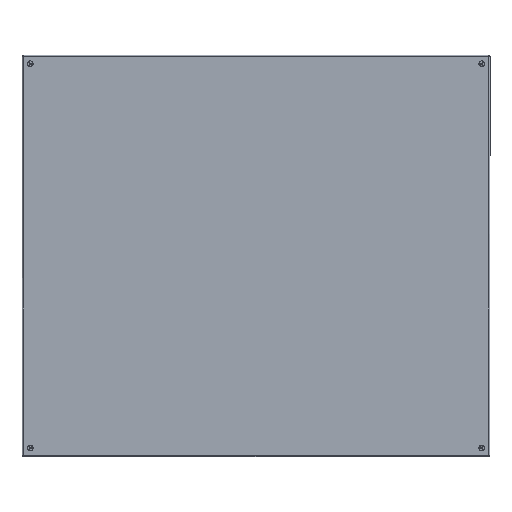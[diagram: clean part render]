
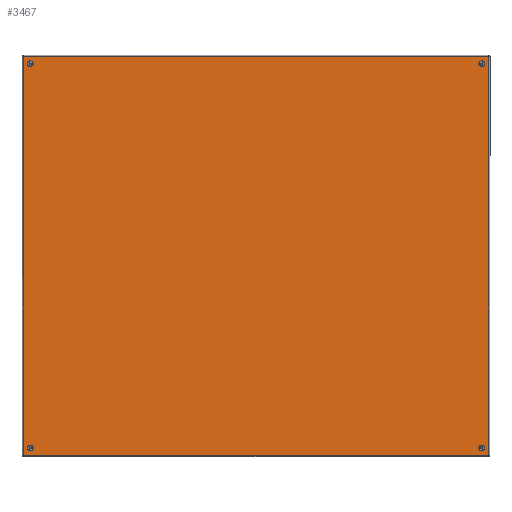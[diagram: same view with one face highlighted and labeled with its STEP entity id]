
A CAD part, top view. The second image highlights one B-rep face of the part: STEP entity #3467.
In plain terms, the highlighted face is planar.
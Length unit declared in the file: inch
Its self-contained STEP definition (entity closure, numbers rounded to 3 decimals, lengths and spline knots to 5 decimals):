
#297 = FACE_OUTER_BOUND ( 'NONE', #13546, .T. ) ;
#1412 = CARTESIAN_POINT ( 'NONE',  ( 0., 41.25, -17. ) ) ;
#2207 = DIRECTION ( 'NONE',  ( 0., 0., 1. ) ) ;
#3467 = ADVANCED_FACE ( 'NONE', ( #53051, #297, #12796, #66808, #39020 ), #46480, .F. ) ;
#4326 = EDGE_LOOP ( 'NONE', ( #22644, #34758 ) ) ;
#5053 = CARTESIAN_POINT ( 'NONE',  ( 0., 0.108, -17.892 ) ) ;
#5708 = CARTESIAN_POINT ( 'NONE',  ( 0., 0.75, 17.25 ) ) ;
#5795 = CARTESIAN_POINT ( 'NONE',  ( 0., 41.25, -17.5 ) ) ;
#6377 = EDGE_LOOP ( 'NONE', ( #85032, #77906 ) ) ;
#8315 = DIRECTION ( 'NONE',  ( 0., 0., 1. ) ) ;
#8455 = DIRECTION ( 'NONE',  ( -1., 0., 0. ) ) ;
#9481 = DIRECTION ( 'NONE',  ( 0., 0., 1. ) ) ;
#9869 = CARTESIAN_POINT ( 'NONE',  ( 0., 41.25, -17.25 ) ) ;
#10183 = ORIENTED_EDGE ( 'NONE', *, *, #35583, .F. ) ;
#10636 = CIRCLE ( 'NONE', #87162, 0.25 ) ;
#12383 = LINE ( 'NONE', #39046, #43548 ) ;
#12796 = FACE_BOUND ( 'NONE', #4326, .T. ) ;
#13546 = EDGE_LOOP ( 'NONE', ( #55555, #81026, #55108, #34137 ) ) ;
#14635 = CIRCLE ( 'NONE', #16072, 0.25 ) ;
#15049 = DIRECTION ( 'NONE',  ( -1., 0., 0. ) ) ;
#15787 = CARTESIAN_POINT ( 'NONE',  ( 0., 41.25, -17.25 ) ) ;
#16072 = AXIS2_PLACEMENT_3D ( 'NONE', #29559, #70213, #9481 ) ;
#16739 = EDGE_CURVE ( 'NONE', #87579, #57615, #43374, .T. ) ;
#16959 = EDGE_CURVE ( 'NONE', #68134, #76580, #37467, .T. ) ;
#16961 = EDGE_CURVE ( 'NONE', #57615, #87579, #60346, .T. ) ;
#19090 = DIRECTION ( 'NONE',  ( 0., 0., -1. ) ) ;
#19331 = VECTOR ( 'NONE', #87062, 39.37008 ) ;
#20572 = ORIENTED_EDGE ( 'NONE', *, *, #16739, .F. ) ;
#21056 = EDGE_CURVE ( 'NONE', #70191, #82442, #12383, .T. ) ;
#21934 = DIRECTION ( 'NONE',  ( -1., 0., 0. ) ) ;
#22644 = ORIENTED_EDGE ( 'NONE', *, *, #28343, .F. ) ;
#25364 = EDGE_CURVE ( 'NONE', #83745, #70134, #10636, .T. ) ;
#28343 = EDGE_CURVE ( 'NONE', #69675, #42938, #76276, .T. ) ;
#29559 = CARTESIAN_POINT ( 'NONE',  ( 0., 0.75, -17.25 ) ) ;
#29569 = DIRECTION ( 'NONE',  ( 0., -1., 0. ) ) ;
#31671 = EDGE_CURVE ( 'NONE', #82442, #68134, #59853, .T. ) ;
#32170 = VECTOR ( 'NONE', #44934, 39.37008 ) ;
#32433 = CARTESIAN_POINT ( 'NONE',  ( 0., 41.25, 17. ) ) ;
#32841 = DIRECTION ( 'NONE',  ( -1., 0., 0. ) ) ;
#33362 = EDGE_CURVE ( 'NONE', #83800, #66673, #14635, .T. ) ;
#34137 = ORIENTED_EDGE ( 'NONE', *, *, #16959, .F. ) ;
#34758 = ORIENTED_EDGE ( 'NONE', *, *, #40452, .F. ) ;
#35342 = CARTESIAN_POINT ( 'NONE',  ( 0., 0.072, 17.892 ) ) ;
#35583 = EDGE_CURVE ( 'NONE', #70134, #83745, #41820, .T. ) ;
#37467 = LINE ( 'NONE', #70611, #32170 ) ;
#39020 = FACE_BOUND ( 'NONE', #42053, .T. ) ;
#39046 = CARTESIAN_POINT ( 'NONE',  ( 0., 0.108, -17.928 ) ) ;
#40064 = CARTESIAN_POINT ( 'NONE',  ( 0., 0.75, 17.5 ) ) ;
#40452 = EDGE_CURVE ( 'NONE', #42938, #69675, #46033, .T. ) ;
#41820 = CIRCLE ( 'NONE', #58619, 0.25 ) ;
#41835 = CARTESIAN_POINT ( 'NONE',  ( 0., 0.75, -17. ) ) ;
#41900 = DIRECTION ( 'NONE',  ( -1., 0., 0. ) ) ;
#42053 = EDGE_LOOP ( 'NONE', ( #10183, #85037 ) ) ;
#42358 = CARTESIAN_POINT ( 'NONE',  ( 0., 41.25, 17.5 ) ) ;
#42938 = VERTEX_POINT ( 'NONE', #81034 ) ;
#43374 = CIRCLE ( 'NONE', #61699, 0.25 ) ;
#43548 = VECTOR ( 'NONE', #19090, 39.37008 ) ;
#44934 = DIRECTION ( 'NONE',  ( 0., 0., 1. ) ) ;
#46033 = CIRCLE ( 'NONE', #55866, 0.25 ) ;
#46480 = PLANE ( 'NONE',  #51631 ) ;
#47680 = AXIS2_PLACEMENT_3D ( 'NONE', #9869, #63916, #57649 ) ;
#48177 = DIRECTION ( 'NONE',  ( 0., 0., -1. ) ) ;
#48312 = CARTESIAN_POINT ( 'NONE',  ( 0., 0.75, -17.25 ) ) ;
#50338 = ORIENTED_EDGE ( 'NONE', *, *, #16961, .F. ) ;
#51631 = AXIS2_PLACEMENT_3D ( 'NONE', #83239, #74759, #48177 ) ;
#53051 = FACE_BOUND ( 'NONE', #6377, .T. ) ;
#55108 = ORIENTED_EDGE ( 'NONE', *, *, #76640, .F. ) ;
#55555 = ORIENTED_EDGE ( 'NONE', *, *, #31671, .F. ) ;
#55866 = AXIS2_PLACEMENT_3D ( 'NONE', #75639, #15049, #8315 ) ;
#57615 = VERTEX_POINT ( 'NONE', #1412 ) ;
#57638 = CARTESIAN_POINT ( 'NONE',  ( 0., 0.108, 17.892 ) ) ;
#57649 = DIRECTION ( 'NONE',  ( 0., 0., 1. ) ) ;
#57964 = EDGE_LOOP ( 'NONE', ( #50338, #20572 ) ) ;
#58619 = AXIS2_PLACEMENT_3D ( 'NONE', #61301, #21934, #62625 ) ;
#59308 = AXIS2_PLACEMENT_3D ( 'NONE', #48312, #67845, #2207 ) ;
#59677 = DIRECTION ( 'NONE',  ( 0., 0., 1. ) ) ;
#59853 = LINE ( 'NONE', #74069, #19331 ) ;
#60346 = CIRCLE ( 'NONE', #47680, 0.25 ) ;
#61301 = CARTESIAN_POINT ( 'NONE',  ( 0., 41.25, 17.25 ) ) ;
#61311 = VECTOR ( 'NONE', #29569, 39.37008 ) ;
#61627 = CARTESIAN_POINT ( 'NONE',  ( 0., 41.25, 17.25 ) ) ;
#61699 = AXIS2_PLACEMENT_3D ( 'NONE', #15787, #41900, #75067 ) ;
#62625 = DIRECTION ( 'NONE',  ( 0., 0., 1. ) ) ;
#63916 = DIRECTION ( 'NONE',  ( -1., 0., 0. ) ) ;
#64435 = CARTESIAN_POINT ( 'NONE',  ( 0., 41.892, -17.892 ) ) ;
#64924 = AXIS2_PLACEMENT_3D ( 'NONE', #5708, #32841, #59677 ) ;
#66673 = VERTEX_POINT ( 'NONE', #41835 ) ;
#66808 = FACE_BOUND ( 'NONE', #57964, .T. ) ;
#66863 = EDGE_CURVE ( 'NONE', #66673, #83800, #72282, .T. ) ;
#67301 = CARTESIAN_POINT ( 'NONE',  ( 0., 0.75, -17.5 ) ) ;
#67845 = DIRECTION ( 'NONE',  ( -1., 0., 0. ) ) ;
#68134 = VERTEX_POINT ( 'NONE', #64435 ) ;
#69675 = VERTEX_POINT ( 'NONE', #40064 ) ;
#70134 = VERTEX_POINT ( 'NONE', #42358 ) ;
#70191 = VERTEX_POINT ( 'NONE', #57638 ) ;
#70213 = DIRECTION ( 'NONE',  ( -1., 0., 0. ) ) ;
#70611 = CARTESIAN_POINT ( 'NONE',  ( 0., 41.892, -17.928 ) ) ;
#72282 = CIRCLE ( 'NONE', #59308, 0.25 ) ;
#74069 = CARTESIAN_POINT ( 'NONE',  ( 0., 0.072, -17.892 ) ) ;
#74492 = DIRECTION ( 'NONE',  ( 0., 0., 1. ) ) ;
#74759 = DIRECTION ( 'NONE',  ( 1., 0., 0. ) ) ;
#75067 = DIRECTION ( 'NONE',  ( 0., 0., 1. ) ) ;
#75639 = CARTESIAN_POINT ( 'NONE',  ( 0., 0.75, 17.25 ) ) ;
#76276 = CIRCLE ( 'NONE', #64924, 0.25 ) ;
#76580 = VERTEX_POINT ( 'NONE', #78351 ) ;
#76640 = EDGE_CURVE ( 'NONE', #76580, #70191, #82698, .T. ) ;
#77906 = ORIENTED_EDGE ( 'NONE', *, *, #33362, .F. ) ;
#78351 = CARTESIAN_POINT ( 'NONE',  ( 0., 41.892, 17.892 ) ) ;
#81026 = ORIENTED_EDGE ( 'NONE', *, *, #21056, .F. ) ;
#81034 = CARTESIAN_POINT ( 'NONE',  ( 0., 0.75, 17. ) ) ;
#82442 = VERTEX_POINT ( 'NONE', #5053 ) ;
#82698 = LINE ( 'NONE', #35342, #61311 ) ;
#83239 = CARTESIAN_POINT ( 'NONE',  ( 0., 0.072, -17.928 ) ) ;
#83745 = VERTEX_POINT ( 'NONE', #32433 ) ;
#83800 = VERTEX_POINT ( 'NONE', #67301 ) ;
#85032 = ORIENTED_EDGE ( 'NONE', *, *, #66863, .F. ) ;
#85037 = ORIENTED_EDGE ( 'NONE', *, *, #25364, .F. ) ;
#87062 = DIRECTION ( 'NONE',  ( 0., 1., 0. ) ) ;
#87162 = AXIS2_PLACEMENT_3D ( 'NONE', #61627, #8455, #74492 ) ;
#87579 = VERTEX_POINT ( 'NONE', #5795 ) ;
